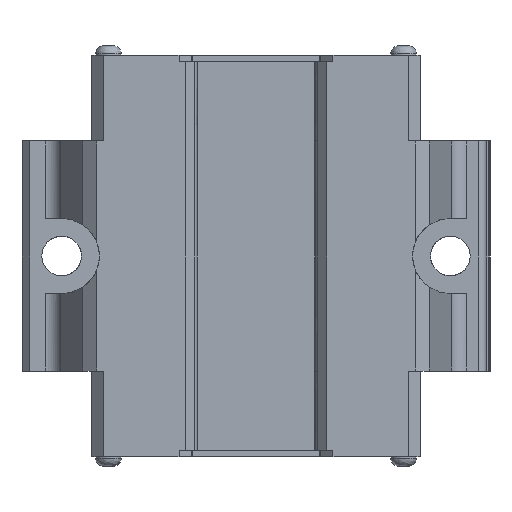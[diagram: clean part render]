
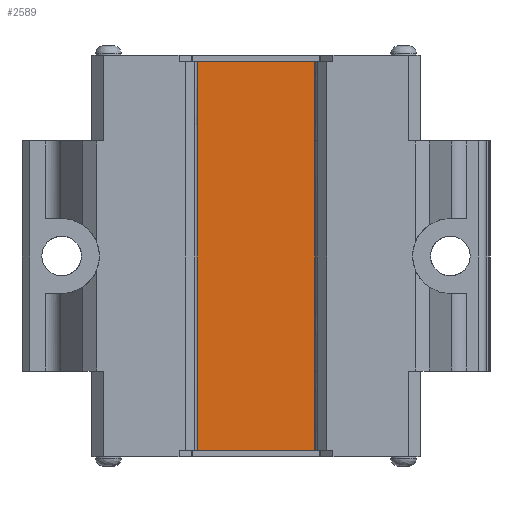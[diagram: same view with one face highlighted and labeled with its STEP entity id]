
A CAD part, front view. The second image highlights one B-rep face of the part: STEP entity #2589.
In plain terms, the highlighted planar face has unit normal (0, -1, 0).
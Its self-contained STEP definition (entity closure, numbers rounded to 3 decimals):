
#2270 = VERTEX_POINT ( 'NONE', #8123 ) ;
#2272 = EDGE_CURVE ( 'NONE', #2381, #2270, #8122, .T. ) ;
#2302 = ORIENTED_EDGE ( 'NONE', *, *, #2588, .T. ) ;
#2303 = ORIENTED_EDGE ( 'NONE', *, *, #2307, .T. ) ;
#2304 = ORIENTED_EDGE ( 'NONE', *, *, #2272, .T. ) ;
#2307 = EDGE_CURVE ( 'NONE', #2308, #2381, #8112, .T. ) ;
#2308 = VERTEX_POINT ( 'NONE', #8108 ) ;
#2381 = VERTEX_POINT ( 'NONE', #8063 ) ;
#2576 = VERTEX_POINT ( 'NONE', #8336 ) ;
#2578 = EDGE_CURVE ( 'NONE', #2270, #2576, #8354, .T. ) ;
#2588 = EDGE_CURVE ( 'NONE', #2576, #2308, #8313, .T. ) ;
#2589 = ADVANCED_FACE ( 'NONE', ( #8309 ), #8308, .T. ) ;
#2590 = EDGE_LOOP ( 'NONE', ( #2591, #2302, #2303, #2304 ) ) ;
#2591 = ORIENTED_EDGE ( 'NONE', *, *, #2578, .T. ) ;
#8063 = CARTESIAN_POINT ( 'NONE',  ( 8.305, -0.07, -10. ) ) ;
#8108 = CARTESIAN_POINT ( 'NONE',  ( -8.305, -0.07, -10. ) ) ;
#8109 = DIRECTION ( 'NONE',  ( 1., 0., 0. ) ) ;
#8110 = VECTOR ( 'NONE', #8109, 1000. ) ;
#8111 = CARTESIAN_POINT ( 'NONE',  ( 8.305, -0.07, -10. ) ) ;
#8112 = LINE ( 'NONE', #8111, #8110 ) ;
#8119 = DIRECTION ( 'NONE',  ( 0., 0., 1. ) ) ;
#8120 = VECTOR ( 'NONE', #8119, 1000. ) ;
#8121 = CARTESIAN_POINT ( 'NONE',  ( 8.305, -0.07, -10. ) ) ;
#8122 = LINE ( 'NONE', #8121, #8120 ) ;
#8123 = CARTESIAN_POINT ( 'NONE',  ( 8.305, -0.07, 39. ) ) ;
#8304 = DIRECTION ( 'NONE',  ( 0., 0., -1. ) ) ;
#8305 = DIRECTION ( 'NONE',  ( 0., -1., 0. ) ) ;
#8306 = CARTESIAN_POINT ( 'NONE',  ( 8.305, -0.07, -10. ) ) ;
#8307 = AXIS2_PLACEMENT_3D ( 'NONE', #8306, #8305, #8304 ) ;
#8308 = PLANE ( 'NONE',  #8307 ) ;
#8309 = FACE_OUTER_BOUND ( 'NONE', #2590, .T. ) ;
#8310 = DIRECTION ( 'NONE',  ( 0., 0., -1. ) ) ;
#8311 = VECTOR ( 'NONE', #8310, 1000. ) ;
#8312 = CARTESIAN_POINT ( 'NONE',  ( -8.305, -0.07, -10. ) ) ;
#8313 = LINE ( 'NONE', #8312, #8311 ) ;
#8336 = CARTESIAN_POINT ( 'NONE',  ( -8.305, -0.07, 39. ) ) ;
#8351 = DIRECTION ( 'NONE',  ( -1., 0., 0. ) ) ;
#8352 = VECTOR ( 'NONE', #8351, 1000. ) ;
#8353 = CARTESIAN_POINT ( 'NONE',  ( 8.305, -0.07, 39. ) ) ;
#8354 = LINE ( 'NONE', #8353, #8352 ) ;
